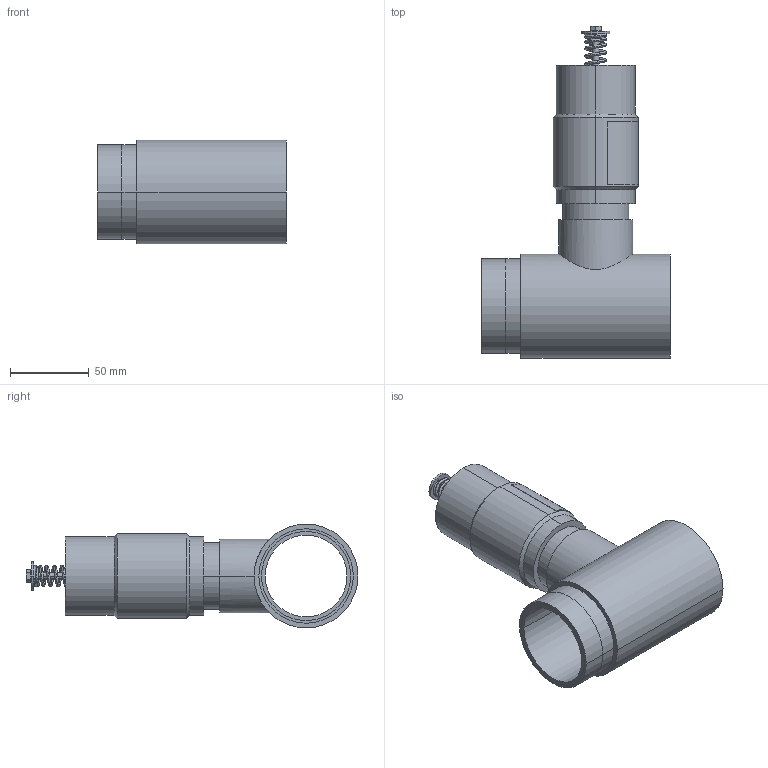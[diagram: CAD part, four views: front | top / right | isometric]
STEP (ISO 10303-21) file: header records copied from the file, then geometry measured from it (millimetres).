
FILE_DESCRIPTION((''),'2;1');
FILE_NAME('VENTILANSCHLUSS_KOMPL_ASM','2015-01-15T',('rnennstiel'),('vacuvane vacuum technology gmbh'),'PRO/ENGINEER BY PARAMETRIC TECHNOLOGY CORPORATION, 2010140','PRO/ENGINEER BY PARAMETRIC TECHNOLOGY CORPORATION, 2010140','');
FILE_SCHEMA(('AUTOMOTIVE_DESIGN_CC2 { 1 2 10303 214 -1 1 5 2 }'));
Length unit declared in the file: millimetre
Products named in the file (11): 2_ZOLL_DOPPELNIPPEL_80; T_STCK_2__1_1_4__2_ZOLL; 1_1_4_ZOLL_DOPPELNIPPEL_80; VAC00125_1; GEWINDESTANGE_M4_1; FEDER_VARIABLE_STEIGUNG_1; SCHEIBE_1; DINEN24032-M4_1_1; TYPENSCHILD_1; VAC00125_BAUGR_001_ASM; VENTILANSCHLUSS_KOMPL_ASM
Assembly tree (10 placements, depth 3):
  VENTILANSCHLUSS_KOMPL_ASM
    2_ZOLL_DOPPELNIPPEL_80
    T_STCK_2__1_1_4__2_ZOLL
    1_1_4_ZOLL_DOPPELNIPPEL_80
    VAC00125_BAUGR_001_ASM
      VAC00125_1
      GEWINDESTANGE_M4_1
      FEDER_VARIABLE_STEIGUNG_1
      SCHEIBE_1
      DINEN24032-M4_1_1
      TYPENSCHILD_1
Bounding box: 120 x 211 x 66 mm (x, y, z)
Volume: 240228.2 mm3; surface area: 145851.2 mm2
Topology: 9 solids, 19 shells, 142 faces, 332 edges, 216 vertices
Faces by surface type: cylinder 72, plane 42, cone 12, bspline 12, torus 4
Entity records: 8472 total; most frequent: CARTESIAN_POINT 3985, DIRECTION 794, ORIENTED_EDGE 620, AXIS2_PLACEMENT_3D 339, EDGE_CURVE 332, COLOUR_RGB 308, VERTEX_POINT 216, PRESENTATION_STYLE_ASSIGNMENT 180
